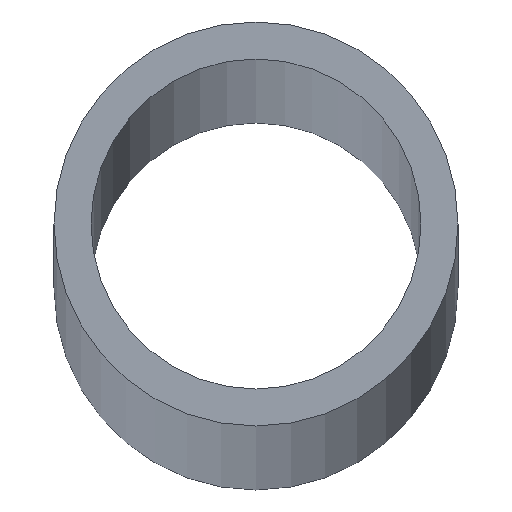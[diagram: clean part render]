
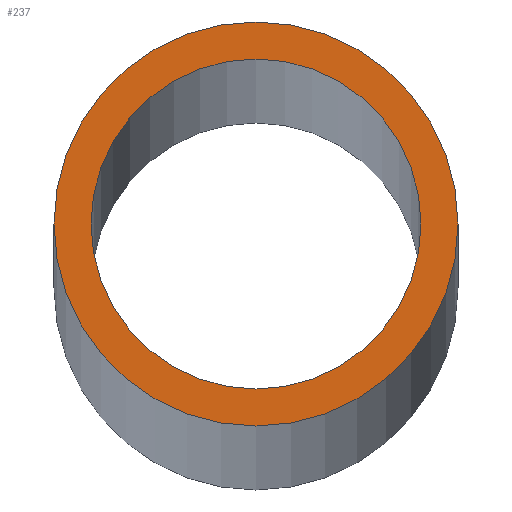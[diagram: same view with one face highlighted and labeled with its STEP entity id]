
A CAD part, top view. The second image highlights one B-rep face of the part: STEP entity #237.
In plain terms, the highlighted planar face has unit normal (0, 0, 1).
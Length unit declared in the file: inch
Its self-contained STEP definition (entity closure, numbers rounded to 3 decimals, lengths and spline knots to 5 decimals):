
#15 = DIRECTION ( 'NONE',  ( 1., 0., 0. ) ) ;
#17 = FACE_BOUND ( 'NONE', #168, .T. ) ;
#19 = ORIENTED_EDGE ( 'NONE', *, *, #40, .T. ) ;
#23 = AXIS2_PLACEMENT_3D ( 'NONE', #104, #28, #65 ) ;
#26 = DIRECTION ( 'NONE',  ( 0., 0., 1. ) ) ;
#28 = DIRECTION ( 'NONE',  ( 0., 0., 1. ) ) ;
#29 = AXIS2_PLACEMENT_3D ( 'NONE', #152, #74, #56 ) ;
#30 = ORIENTED_EDGE ( 'NONE', *, *, #86, .T. ) ;
#40 = EDGE_CURVE ( 'NONE', #68, #166, #162, .T. ) ;
#45 = ORIENTED_EDGE ( 'NONE', *, *, #138, .F. ) ;
#52 = CARTESIAN_POINT ( 'NONE',  ( 0., 0., 216. ) ) ;
#56 = DIRECTION ( 'NONE',  ( 1., 0., 0. ) ) ;
#65 = DIRECTION ( 'NONE',  ( 1., 0., 0. ) ) ;
#68 = VERTEX_POINT ( 'NONE', #155 ) ;
#74 = DIRECTION ( 'NONE',  ( 0., 0., 1. ) ) ;
#77 = FACE_OUTER_BOUND ( 'NONE', #89, .T. ) ;
#86 = EDGE_CURVE ( 'NONE', #166, #68, #101, .T. ) ;
#89 = EDGE_LOOP ( 'NONE', ( #30, #19 ) ) ;
#97 = DIRECTION ( 'NONE',  ( 0., 0., 1. ) ) ;
#101 = CIRCLE ( 'NONE', #188, 1.19 ) ;
#103 = EDGE_CURVE ( 'NONE', #190, #227, #123, .T. ) ;
#104 = CARTESIAN_POINT ( 'NONE',  ( 0., 0., 216. ) ) ;
#107 = CARTESIAN_POINT ( 'NONE',  ( 0., 0., 216. ) ) ;
#111 = PLANE ( 'NONE',  #29 ) ;
#119 = DIRECTION ( 'NONE',  ( 1., 0., 0. ) ) ;
#123 = CIRCLE ( 'NONE', #23, 0.972 ) ;
#134 = CARTESIAN_POINT ( 'NONE',  ( -0.972, 0., 216. ) ) ;
#138 = EDGE_CURVE ( 'NONE', #227, #190, #141, .T. ) ;
#141 = CIRCLE ( 'NONE', #167, 0.972 ) ;
#145 = ORIENTED_EDGE ( 'NONE', *, *, #103, .F. ) ;
#152 = CARTESIAN_POINT ( 'NONE',  ( 0., 0., 216. ) ) ;
#155 = CARTESIAN_POINT ( 'NONE',  ( 1.19, 0., 216. ) ) ;
#162 = CIRCLE ( 'NONE', #181, 1.19 ) ;
#166 = VERTEX_POINT ( 'NONE', #183 ) ;
#167 = AXIS2_PLACEMENT_3D ( 'NONE', #107, #26, #201 ) ;
#168 = EDGE_LOOP ( 'NONE', ( #145, #45 ) ) ;
#181 = AXIS2_PLACEMENT_3D ( 'NONE', #52, #97, #15 ) ;
#183 = CARTESIAN_POINT ( 'NONE',  ( -1.19, 0., 216. ) ) ;
#188 = AXIS2_PLACEMENT_3D ( 'NONE', #195, #217, #119 ) ;
#190 = VERTEX_POINT ( 'NONE', #134 ) ;
#195 = CARTESIAN_POINT ( 'NONE',  ( 0., 0., 216. ) ) ;
#201 = DIRECTION ( 'NONE',  ( 1., 0., 0. ) ) ;
#217 = DIRECTION ( 'NONE',  ( 0., 0., 1. ) ) ;
#227 = VERTEX_POINT ( 'NONE', #251 ) ;
#237 = ADVANCED_FACE ( 'NONE', ( #77, #17 ), #111, .T. ) ;
#251 = CARTESIAN_POINT ( 'NONE',  ( 0.972, 0., 216. ) ) ;
